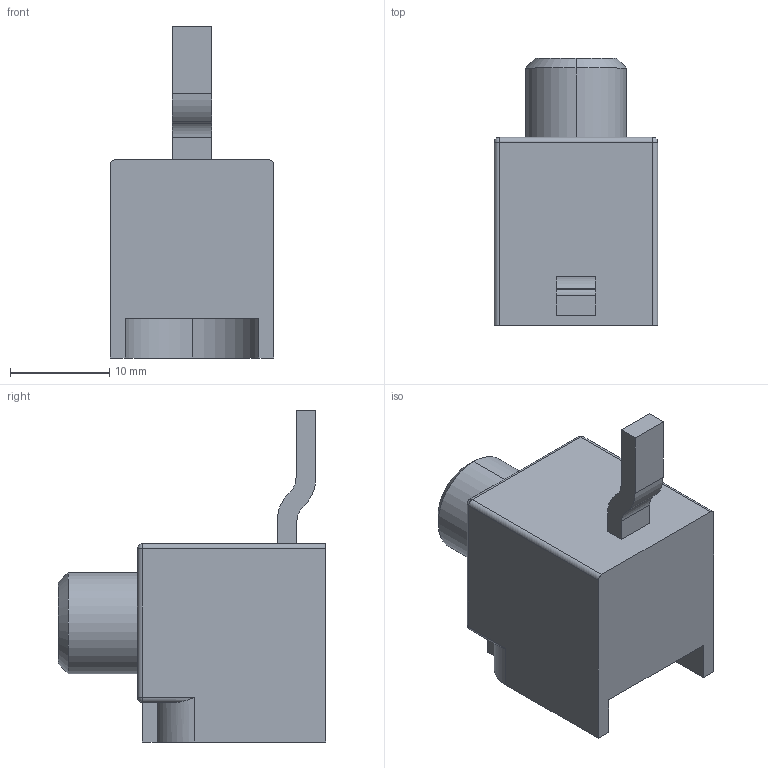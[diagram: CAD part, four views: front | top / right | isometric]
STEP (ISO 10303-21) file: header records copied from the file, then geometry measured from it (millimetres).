
FILE_DESCRIPTION(('STEP AP214'),'1');
FILE_NAME('cctmp_9B2FE930-0A96-4CF2-92EC-9E6679042E0E_2023_07_24_20_23_24_0349..stp','2023-07-24T18:23:24',('SIEMENS A&D'),('CADClick - www.CADClick.com'),'Spatial InterOp 3D postprocessed',' ','unknown authorization');
FILE_SCHEMA(('AUTOMOTIVE_DESIGN'));
Length unit declared in the file: millimetre
Products named in the file (1): 2023_07_24_20_23_24_0349
Bounding box: 16.5 x 27 x 33.5 mm (x, y, z)
Volume: 5403.6 mm3; surface area: 2855.3 mm2
Topology: 1 solids, 1 shells, 59 faces, 138 edges, 86 vertices
Faces by surface type: plane 27, cylinder 24, cone 4, sphere 4
Entity records: 1899 total; most frequent: DIRECTION 306, CARTESIAN_POINT 302, ORIENTED_EDGE 276, EDGE_CURVE 138, AXIS2_PLACEMENT_3D 110, VERTEX_POINT 86, LINE 86, VECTOR 86
